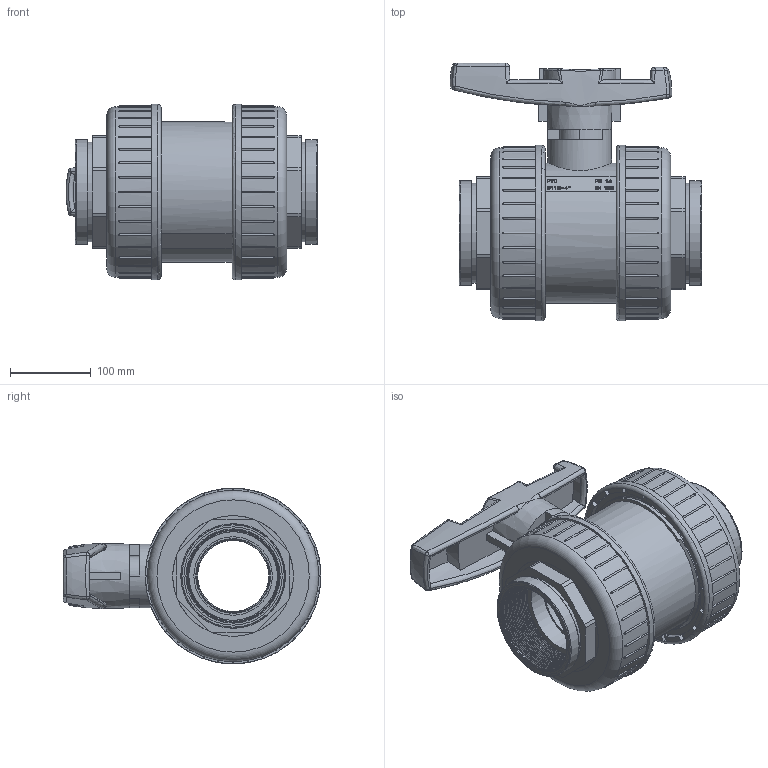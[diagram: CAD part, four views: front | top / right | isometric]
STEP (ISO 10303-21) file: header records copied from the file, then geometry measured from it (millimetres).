
FILE_DESCRIPTION(/* description */ (''),/* implementation_level */ '2;1');
FILE_NAME(/* name */ '110.stp',/* time_stamp */ '2025-12-30T08:11:11+08:00',/* author */ (''),/* organization */ (''),/* preprocessor_version */ 'ST-DEVELOPER v16.7',/* originating_system */ 'SIEMENS PLM Software NX 12.0',/* authorisation */ '');
FILE_SCHEMA (('AUTOMOTIVE_DESIGN { 1 0 10303 214 3 1 1 1 }'));
Products named in the file (1): Admi045C429322tt
Bounding box: 312.74 x 320.16 x 218.08 mm (x, y, z)
Volume: 4410612.3 mm3; surface area: 1153079.9 mm2
Topology: 16 solids, 18 shells, 1144 faces, 3195 edges, 2068 vertices
Faces by surface type: plane 563, cylinder 263, extrusion 98, sphere 85, bspline 70, torus 62, cone 3
Full cylindrical faces by diameter (mm): 4.59 x1, 6.12 x1, 39.44 x4, 48.72 x3, 51.04 x1, 53.36 x2, 58 x1, 79.196 x1, 88.16 x1, 90.48 x2, 92.8 x2, 97.4 x2, 104.864 x3, 106.72 x1, 109.04 x3, 113.03 x34, 115 x2, 117 x2, 117.392 x3, 118.32 x1, 124 x2, 128.76 x1, 129 x2, 130 x2, 130.245 x3, 137.808 x3, 142.68 x1, 149.7 x2, 150 x2, 150.8 x1
Entity records: 61335 total; most frequent: CARTESIAN_POINT 35646, ORIENTED_EDGE 5422, DIRECTION 4829, EDGE_CURVE 2711, VERTEX_POINT 1839, AXIS2_PLACEMENT_3D 1725, VECTOR 1379, EDGE_LOOP 1318
